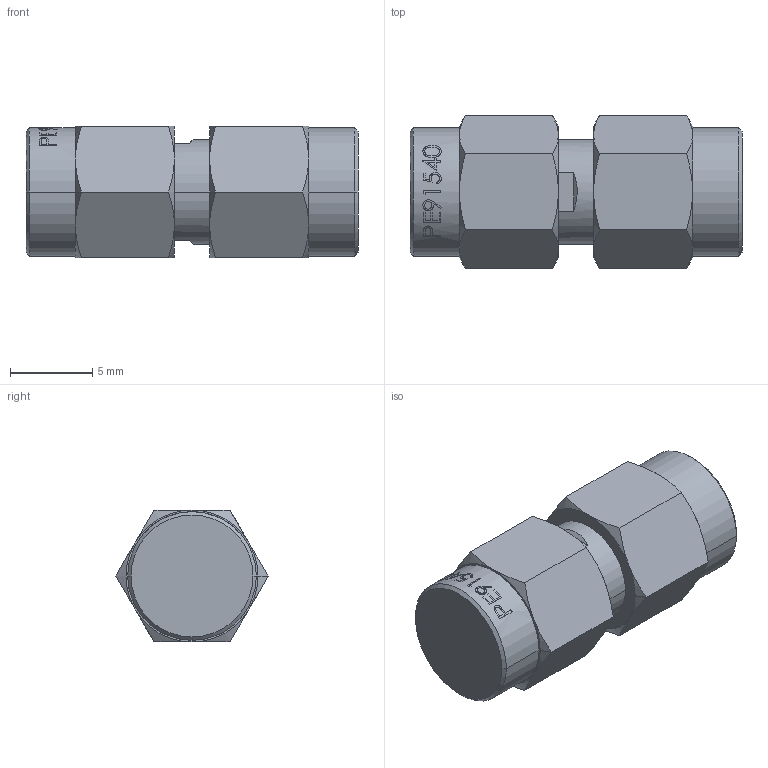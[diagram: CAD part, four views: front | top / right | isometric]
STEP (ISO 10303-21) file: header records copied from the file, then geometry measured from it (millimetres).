
FILE_DESCRIPTION (( 'STEP AP203' ), '1' );
FILE_NAME ('PE91540.STEP', '2021-05-05T11:43:21', ( '' ), ( '' ), 'SwSTEP 2.0', 'SolidWorks 2020', '' );
FILE_SCHEMA (( 'CONFIG_CONTROL_DESIGN' ));
Length unit declared in the file: millimetre
Products named in the file (1): PE91540
Bounding box: 20.14 x 9.24 x 8 mm (x, y, z)
Volume: 1014.9 mm3; surface area: 675.6 mm2
Topology: 1 solids, 1 shells, 158 faces, 387 edges, 246 vertices
Faces by surface type: plane 72, cone 34, bspline 32, cylinder 20
Entity records: 6420 total; most frequent: CARTESIAN_POINT 2892, ORIENTED_EDGE 774, DIRECTION 609, EDGE_CURVE 387, VERTEX_POINT 246, AXIS2_PLACEMENT_3D 227, EDGE_LOOP 173, ADVANCED_FACE 158
